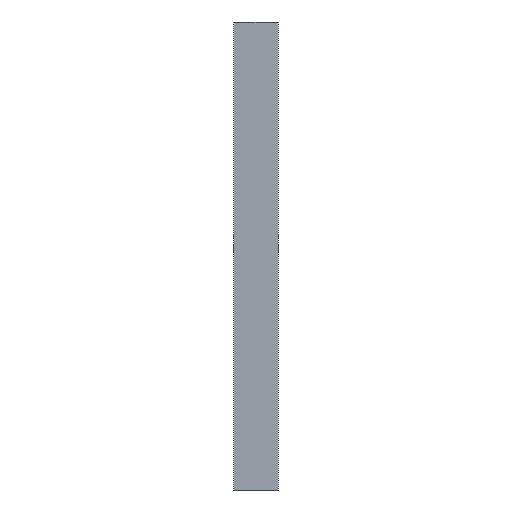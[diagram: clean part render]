
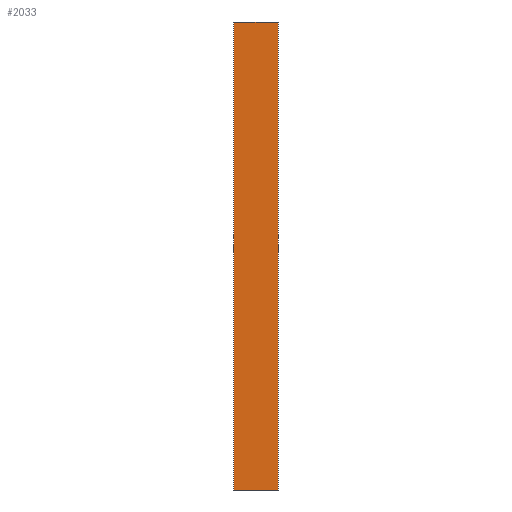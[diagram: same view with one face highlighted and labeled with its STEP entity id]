
A CAD part, front view. The second image highlights one B-rep face of the part: STEP entity #2033.
In plain terms, the highlighted planar face has unit normal (0, -1, 0).
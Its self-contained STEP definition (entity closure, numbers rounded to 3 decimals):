
#1473=DIRECTION('',(1.,0.,0.));
#1474=VECTOR('',#1473,190.);
#1475=CARTESIAN_POINT('',(-95.,0.,0.));
#1476=LINE('',#1475,#1474);
#1545=DIRECTION('',(0.,0.,-1.));
#1546=VECTOR('',#1545,2000.);
#1547=CARTESIAN_POINT('',(-95.,0.,0.));
#1548=LINE('',#1547,#1546);
#1549=DIRECTION('',(0.,0.,-1.));
#1550=VECTOR('',#1549,2000.);
#1551=CARTESIAN_POINT('',(95.,0.,0.));
#1552=LINE('',#1551,#1550);
#1641=DIRECTION('',(1.,0.,0.));
#1642=VECTOR('',#1641,190.);
#1643=CARTESIAN_POINT('',(-95.,0.,-2000.));
#1644=LINE('',#1643,#1642);
#1741=CARTESIAN_POINT('',(-95.,0.,0.));
#1742=CARTESIAN_POINT('',(95.,0.,0.));
#1743=VERTEX_POINT('',#1741);
#1744=VERTEX_POINT('',#1742);
#1765=CARTESIAN_POINT('',(-95.,0.,-2000.));
#1766=CARTESIAN_POINT('',(95.,0.,-2000.));
#1767=VERTEX_POINT('',#1765);
#1768=VERTEX_POINT('',#1766);
#2020=CARTESIAN_POINT('',(-95.,0.,0.));
#2021=DIRECTION('',(0.,-1.,0.));
#2022=DIRECTION('',(1.,0.,0.));
#2023=AXIS2_PLACEMENT_3D('',#2020,#2021,#2022);
#2024=PLANE('',#2023);
#2025=ORIENTED_EDGE('',*,*,#1872,.T.);
#2027=ORIENTED_EDGE('',*,*,#2026,.T.);
#2029=ORIENTED_EDGE('',*,*,#2028,.F.);
#2030=ORIENTED_EDGE('',*,*,#2012,.F.);
#2031=EDGE_LOOP('',(#2025,#2027,#2029,#2030));
#2032=FACE_OUTER_BOUND('',#2031,.F.);
#1872=EDGE_CURVE('',#1743,#1744,#1476,.T.);
#2012=EDGE_CURVE('',#1743,#1767,#1548,.T.);
#2026=EDGE_CURVE('',#1744,#1768,#1552,.T.);
#2028=EDGE_CURVE('',#1767,#1768,#1644,.T.);
#2033=ADVANCED_FACE('',(#2032),#2024,.T.);
